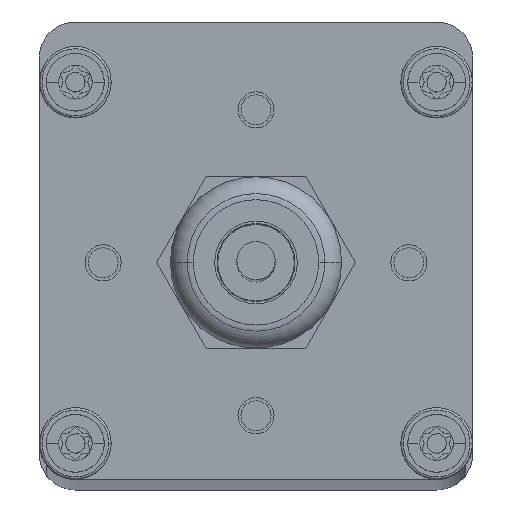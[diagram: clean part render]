
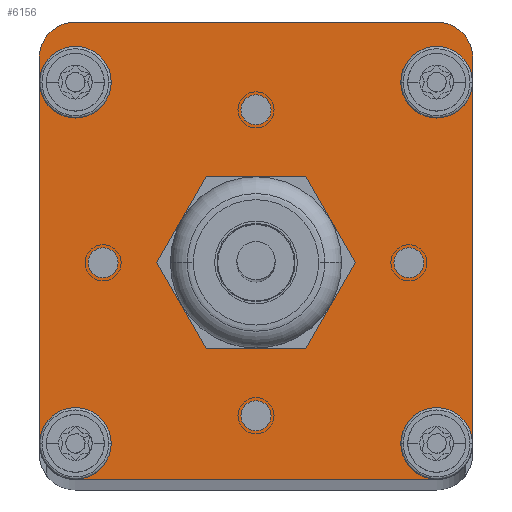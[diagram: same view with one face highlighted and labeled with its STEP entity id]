
A CAD part, top view. The second image highlights one B-rep face of the part: STEP entity #6156.
In plain terms, the highlighted planar face has unit normal (0, 0, 1).
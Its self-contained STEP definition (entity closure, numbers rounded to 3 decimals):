
#5547=CARTESIAN_POINT('',(33.,35.,2.6));
#5548=DIRECTION('',(0.,0.,1.));
#5549=DIRECTION('',(1.,0.,0.));
#5550=AXIS2_PLACEMENT_3D('',#5547,#5548,#5549);
#5565=CARTESIAN_POINT('',(33.,3.,2.6));
#5566=DIRECTION('',(0.,0.,1.));
#5567=DIRECTION('',(0.,-1.,0.));
#5568=AXIS2_PLACEMENT_3D('',#5565,#5566,#5567);
#5583=CARTESIAN_POINT('',(3.,3.,2.6));
#5584=DIRECTION('',(0.,0.,1.));
#5585=DIRECTION('',(-1.,0.,0.));
#5586=AXIS2_PLACEMENT_3D('',#5583,#5584,#5585);
#5601=CARTESIAN_POINT('',(3.,35.,2.6));
#5602=DIRECTION('',(0.,0.,1.));
#5603=DIRECTION('',(0.,1.,0.));
#5604=AXIS2_PLACEMENT_3D('',#5601,#5602,#5603);
#5615=DIRECTION('',(0.,1.,0.));
#5616=VECTOR('',#5615,32.);
#5617=CARTESIAN_POINT('',(36.,3.,2.6));
#5618=LINE('',#5617,#5616);
#5619=DIRECTION('',(1.,0.,0.));
#5620=VECTOR('',#5619,30.);
#5621=CARTESIAN_POINT('',(3.,0.,2.6));
#5622=LINE('',#5621,#5620);
#5623=DIRECTION('',(0.,-1.,0.));
#5624=VECTOR('',#5623,32.);
#5625=CARTESIAN_POINT('',(0.,35.,2.6));
#5626=LINE('',#5625,#5624);
#5627=DIRECTION('',(-1.,0.,0.));
#5628=VECTOR('',#5627,30.);
#5629=CARTESIAN_POINT('',(33.,38.,2.6));
#5630=LINE('',#5629,#5628);
#5631=CARTESIAN_POINT('',(3.,3.,2.6));
#5632=DIRECTION('',(0.,0.,1.));
#5633=DIRECTION('',(1.,0.,0.));
#5634=AXIS2_PLACEMENT_3D('',#5631,#5632,#5633);
#5636=CARTESIAN_POINT('',(3.,3.,2.6));
#5637=DIRECTION('',(0.,0.,1.));
#5638=DIRECTION('',(-1.,0.,0.));
#5639=AXIS2_PLACEMENT_3D('',#5636,#5637,#5638);
#5641=CARTESIAN_POINT('',(33.,3.,2.6));
#5642=DIRECTION('',(0.,0.,1.));
#5643=DIRECTION('',(1.,0.,0.));
#5644=AXIS2_PLACEMENT_3D('',#5641,#5642,#5643);
#5646=CARTESIAN_POINT('',(33.,3.,2.6));
#5647=DIRECTION('',(0.,0.,1.));
#5648=DIRECTION('',(-1.,0.,0.));
#5649=AXIS2_PLACEMENT_3D('',#5646,#5647,#5648);
#5651=CARTESIAN_POINT('',(3.,33.,2.6));
#5652=DIRECTION('',(0.,0.,1.));
#5653=DIRECTION('',(1.,0.,0.));
#5654=AXIS2_PLACEMENT_3D('',#5651,#5652,#5653);
#5656=CARTESIAN_POINT('',(3.,33.,2.6));
#5657=DIRECTION('',(0.,0.,1.));
#5658=DIRECTION('',(-1.,0.,0.));
#5659=AXIS2_PLACEMENT_3D('',#5656,#5657,#5658);
#5661=CARTESIAN_POINT('',(33.,33.,2.6));
#5662=DIRECTION('',(0.,0.,1.));
#5663=DIRECTION('',(1.,0.,0.));
#5664=AXIS2_PLACEMENT_3D('',#5661,#5662,#5663);
#5666=CARTESIAN_POINT('',(33.,33.,2.6));
#5667=DIRECTION('',(0.,0.,1.));
#5668=DIRECTION('',(-1.,0.,0.));
#5669=AXIS2_PLACEMENT_3D('',#5666,#5667,#5668);
#5671=CARTESIAN_POINT('',(18.,18.,2.6));
#5672=DIRECTION('',(0.,0.,1.));
#5673=DIRECTION('',(1.,0.,0.));
#5674=AXIS2_PLACEMENT_3D('',#5671,#5672,#5673);
#5676=CARTESIAN_POINT('',(18.,18.,2.6));
#5677=DIRECTION('',(0.,0.,1.));
#5678=DIRECTION('',(-1.,0.,0.));
#5679=AXIS2_PLACEMENT_3D('',#5676,#5677,#5678);
#5681=CARTESIAN_POINT('',(18.,5.3,2.6));
#5682=DIRECTION('',(0.,0.,1.));
#5683=DIRECTION('',(-1.,0.,0.));
#5684=AXIS2_PLACEMENT_3D('',#5681,#5682,#5683);
#5686=CARTESIAN_POINT('',(18.,5.3,2.6));
#5687=DIRECTION('',(0.,0.,1.));
#5688=DIRECTION('',(1.,0.,0.));
#5689=AXIS2_PLACEMENT_3D('',#5686,#5687,#5688);
#5691=CARTESIAN_POINT('',(18.,30.7,2.6));
#5692=DIRECTION('',(0.,0.,1.));
#5693=DIRECTION('',(-1.,0.,0.));
#5694=AXIS2_PLACEMENT_3D('',#5691,#5692,#5693);
#5696=CARTESIAN_POINT('',(18.,30.7,2.6));
#5697=DIRECTION('',(0.,0.,1.));
#5698=DIRECTION('',(1.,0.,0.));
#5699=AXIS2_PLACEMENT_3D('',#5696,#5697,#5698);
#5701=CARTESIAN_POINT('',(5.3,18.,2.6));
#5702=DIRECTION('',(0.,0.,1.));
#5703=DIRECTION('',(-1.,0.,0.));
#5704=AXIS2_PLACEMENT_3D('',#5701,#5702,#5703);
#5706=CARTESIAN_POINT('',(5.3,18.,2.6));
#5707=DIRECTION('',(0.,0.,1.));
#5708=DIRECTION('',(1.,0.,0.));
#5709=AXIS2_PLACEMENT_3D('',#5706,#5707,#5708);
#5711=CARTESIAN_POINT('',(30.7,18.,2.6));
#5712=DIRECTION('',(0.,0.,1.));
#5713=DIRECTION('',(-1.,0.,0.));
#5714=AXIS2_PLACEMENT_3D('',#5711,#5712,#5713);
#5716=CARTESIAN_POINT('',(30.7,18.,2.6));
#5717=DIRECTION('',(0.,0.,1.));
#5718=DIRECTION('',(1.,0.,0.));
#5719=AXIS2_PLACEMENT_3D('',#5716,#5717,#5718);
#5793=CARTESIAN_POINT('',(36.,35.,2.6));
#5795=VERTEX_POINT('',#5793);
#5797=CARTESIAN_POINT('',(33.,38.,2.6));
#5798=VERTEX_POINT('',#5797);
#5801=CARTESIAN_POINT('',(33.,0.,2.6));
#5803=VERTEX_POINT('',#5801);
#5805=CARTESIAN_POINT('',(36.,3.,2.6));
#5806=VERTEX_POINT('',#5805);
#5809=CARTESIAN_POINT('',(3.,38.,2.6));
#5811=VERTEX_POINT('',#5809);
#5813=CARTESIAN_POINT('',(0.,35.,2.6));
#5814=VERTEX_POINT('',#5813);
#5817=CARTESIAN_POINT('',(0.,3.,2.6));
#5819=VERTEX_POINT('',#5817);
#5821=CARTESIAN_POINT('',(3.,0.,2.6));
#5822=VERTEX_POINT('',#5821);
#5833=CARTESIAN_POINT('',(4.8,3.,2.6));
#5834=CARTESIAN_POINT('',(1.2,3.,2.6));
#5835=VERTEX_POINT('',#5833);
#5836=VERTEX_POINT('',#5834);
#5837=CARTESIAN_POINT('',(34.8,3.,2.6));
#5838=CARTESIAN_POINT('',(31.2,3.,2.6));
#5839=VERTEX_POINT('',#5837);
#5840=VERTEX_POINT('',#5838);
#5849=CARTESIAN_POINT('',(4.8,33.,2.6));
#5850=CARTESIAN_POINT('',(1.2,33.,2.6));
#5851=VERTEX_POINT('',#5849);
#5852=VERTEX_POINT('',#5850);
#5853=CARTESIAN_POINT('',(34.8,33.,2.6));
#5854=CARTESIAN_POINT('',(31.2,33.,2.6));
#5855=VERTEX_POINT('',#5853);
#5856=VERTEX_POINT('',#5854);
#5861=CARTESIAN_POINT('',(23.1,18.,2.6));
#5862=CARTESIAN_POINT('',(12.9,18.,2.6));
#5863=VERTEX_POINT('',#5861);
#5864=VERTEX_POINT('',#5862);
#5869=CARTESIAN_POINT('',(16.75,5.3,2.6));
#5870=CARTESIAN_POINT('',(19.25,5.3,2.6));
#5871=VERTEX_POINT('',#5869);
#5872=VERTEX_POINT('',#5870);
#5877=CARTESIAN_POINT('',(16.75,30.7,2.6));
#5878=CARTESIAN_POINT('',(19.25,30.7,2.6));
#5879=VERTEX_POINT('',#5877);
#5880=VERTEX_POINT('',#5878);
#5885=CARTESIAN_POINT('',(4.05,18.,2.6));
#5886=CARTESIAN_POINT('',(6.55,18.,2.6));
#5887=VERTEX_POINT('',#5885);
#5888=VERTEX_POINT('',#5886);
#5893=CARTESIAN_POINT('',(29.45,18.,2.6));
#5894=CARTESIAN_POINT('',(31.95,18.,2.6));
#5895=VERTEX_POINT('',#5893);
#5896=VERTEX_POINT('',#5894);
#6087=CARTESIAN_POINT('',(0.,0.,2.6));
#6088=DIRECTION('',(0.,0.,1.));
#6089=DIRECTION('',(1.,0.,0.));
#6090=AXIS2_PLACEMENT_3D('',#6087,#6088,#6089);
#6091=PLANE('',#6090);
#6092=ORIENTED_EDGE('',*,*,#5982,.F.);
#6093=ORIENTED_EDGE('',*,*,#5999,.F.);
#6094=ORIENTED_EDGE('',*,*,#6011,.F.);
#6095=ORIENTED_EDGE('',*,*,#6027,.F.);
#6096=ORIENTED_EDGE('',*,*,#6039,.F.);
#6097=ORIENTED_EDGE('',*,*,#6053,.F.);
#6098=ORIENTED_EDGE('',*,*,#6067,.F.);
#6099=ORIENTED_EDGE('',*,*,#6080,.F.);
#6100=EDGE_LOOP('',(#6092,#6093,#6094,#6095,#6096,#6097,#6098,#6099));
#6101=FACE_OUTER_BOUND('',#6100,.F.);
#6103=ORIENTED_EDGE('',*,*,#6102,.T.);
#6105=ORIENTED_EDGE('',*,*,#6104,.T.);
#6106=EDGE_LOOP('',(#6103,#6105));
#6107=FACE_BOUND('',#6106,.F.);
#6109=ORIENTED_EDGE('',*,*,#6108,.T.);
#6111=ORIENTED_EDGE('',*,*,#6110,.T.);
#6112=EDGE_LOOP('',(#6109,#6111));
#6113=FACE_BOUND('',#6112,.F.);
#6115=ORIENTED_EDGE('',*,*,#6114,.T.);
#6117=ORIENTED_EDGE('',*,*,#6116,.T.);
#6118=EDGE_LOOP('',(#6115,#6117));
#6119=FACE_BOUND('',#6118,.F.);
#6121=ORIENTED_EDGE('',*,*,#6120,.T.);
#6123=ORIENTED_EDGE('',*,*,#6122,.T.);
#6124=EDGE_LOOP('',(#6121,#6123));
#6125=FACE_BOUND('',#6124,.F.);
#6127=ORIENTED_EDGE('',*,*,#6126,.T.);
#6129=ORIENTED_EDGE('',*,*,#6128,.T.);
#6130=EDGE_LOOP('',(#6127,#6129));
#6131=FACE_BOUND('',#6130,.F.);
#6133=ORIENTED_EDGE('',*,*,#6132,.T.);
#6135=ORIENTED_EDGE('',*,*,#6134,.T.);
#6136=EDGE_LOOP('',(#6133,#6135));
#6137=FACE_BOUND('',#6136,.F.);
#6139=ORIENTED_EDGE('',*,*,#6138,.T.);
#6141=ORIENTED_EDGE('',*,*,#6140,.T.);
#6142=EDGE_LOOP('',(#6139,#6141));
#6143=FACE_BOUND('',#6142,.F.);
#6145=ORIENTED_EDGE('',*,*,#6144,.T.);
#6147=ORIENTED_EDGE('',*,*,#6146,.T.);
#6148=EDGE_LOOP('',(#6145,#6147));
#6149=FACE_BOUND('',#6148,.F.);
#6151=ORIENTED_EDGE('',*,*,#6150,.T.);
#6153=ORIENTED_EDGE('',*,*,#6152,.T.);
#6154=EDGE_LOOP('',(#6151,#6153));
#6155=FACE_BOUND('',#6154,.F.);
#6156=ADVANCED_FACE('',(#6101,#6107,#6113,#6119,#6125,#6131,#6137,#6143,#6149,
#6155),#6091,.T.);
#5551=CIRCLE('',#5550,3.);
#5569=CIRCLE('',#5568,3.);
#5587=CIRCLE('',#5586,3.);
#5605=CIRCLE('',#5604,3.);
#5635=CIRCLE('',#5634,1.8);
#5640=CIRCLE('',#5639,1.8);
#5645=CIRCLE('',#5644,1.8);
#5650=CIRCLE('',#5649,1.8);
#5655=CIRCLE('',#5654,1.8);
#5660=CIRCLE('',#5659,1.8);
#5665=CIRCLE('',#5664,1.8);
#5670=CIRCLE('',#5669,1.8);
#5675=CIRCLE('',#5674,5.1);
#5680=CIRCLE('',#5679,5.1);
#5685=CIRCLE('',#5684,1.25);
#5690=CIRCLE('',#5689,1.25);
#5695=CIRCLE('',#5694,1.25);
#5700=CIRCLE('',#5699,1.25);
#5705=CIRCLE('',#5704,1.25);
#5710=CIRCLE('',#5709,1.25);
#5715=CIRCLE('',#5714,1.25);
#5720=CIRCLE('',#5719,1.25);
#5982=EDGE_CURVE('',#5795,#5798,#5551,.T.);
#5999=EDGE_CURVE('',#5806,#5795,#5618,.T.);
#6011=EDGE_CURVE('',#5803,#5806,#5569,.T.);
#6027=EDGE_CURVE('',#5822,#5803,#5622,.T.);
#6039=EDGE_CURVE('',#5819,#5822,#5587,.T.);
#6053=EDGE_CURVE('',#5814,#5819,#5626,.T.);
#6067=EDGE_CURVE('',#5811,#5814,#5605,.T.);
#6080=EDGE_CURVE('',#5798,#5811,#5630,.T.);
#6102=EDGE_CURVE('',#5835,#5836,#5635,.T.);
#6104=EDGE_CURVE('',#5836,#5835,#5640,.T.);
#6108=EDGE_CURVE('',#5839,#5840,#5645,.T.);
#6110=EDGE_CURVE('',#5840,#5839,#5650,.T.);
#6114=EDGE_CURVE('',#5851,#5852,#5655,.T.);
#6116=EDGE_CURVE('',#5852,#5851,#5660,.T.);
#6120=EDGE_CURVE('',#5855,#5856,#5665,.T.);
#6122=EDGE_CURVE('',#5856,#5855,#5670,.T.);
#6126=EDGE_CURVE('',#5863,#5864,#5675,.T.);
#6128=EDGE_CURVE('',#5864,#5863,#5680,.T.);
#6132=EDGE_CURVE('',#5871,#5872,#5685,.T.);
#6134=EDGE_CURVE('',#5872,#5871,#5690,.T.);
#6138=EDGE_CURVE('',#5879,#5880,#5695,.T.);
#6140=EDGE_CURVE('',#5880,#5879,#5700,.T.);
#6144=EDGE_CURVE('',#5887,#5888,#5705,.T.);
#6146=EDGE_CURVE('',#5888,#5887,#5710,.T.);
#6150=EDGE_CURVE('',#5895,#5896,#5715,.T.);
#6152=EDGE_CURVE('',#5896,#5895,#5720,.T.);
